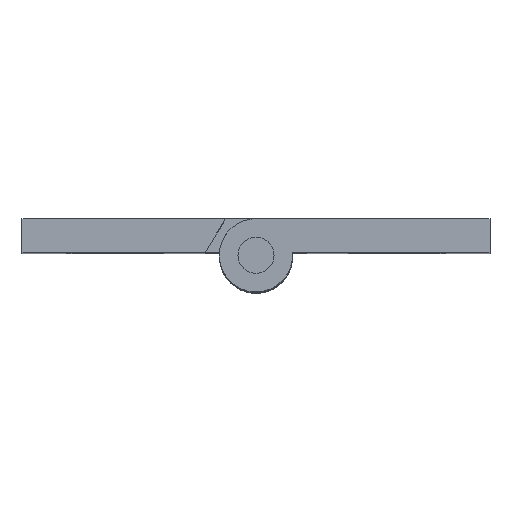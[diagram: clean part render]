
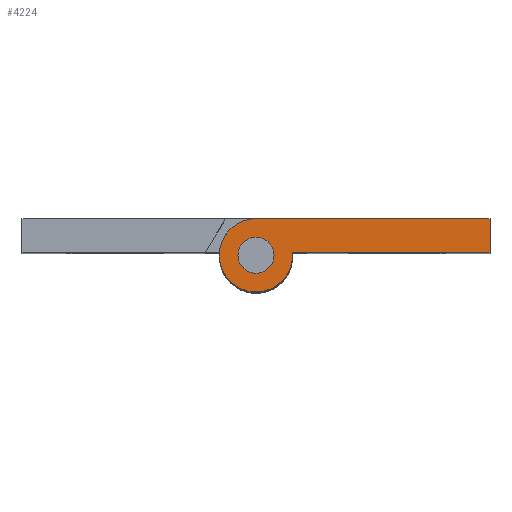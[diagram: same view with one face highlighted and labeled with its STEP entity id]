
A CAD part, top view. The second image highlights one B-rep face of the part: STEP entity #4224.
In plain terms, the highlighted free-form (B-spline) face has degree [1, 1] with [2, 2] control points.
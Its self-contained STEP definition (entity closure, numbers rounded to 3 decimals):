
#3560=CARTESIAN_POINT('',(0.126,-1.595,76.0));
#3561=VERTEX_POINT('',#3560);
#3567=CARTESIAN_POINT('',(1.6,0.0,76.0));
#3568=VERTEX_POINT('',#3567);
#3569=CARTESIAN_POINT('',(1.6,0.0,76.0));
#3570=CARTESIAN_POINT('',(1.6,-1.479,76.));
#3571=CARTESIAN_POINT('',(0.126,-1.595,76.));
#3579=(BOUNDED_CURVE()B_SPLINE_CURVE(2,(#3569,#3570,#3571),.UNSPECIFIED.,.F.,.U.)B_SPLINE_CURVE_WITH_KNOTS((3,3),(0.0,0.236),.UNSPECIFIED.)CURVE()GEOMETRIC_REPRESENTATION_ITEM()RATIONAL_B_SPLINE_CURVE((1.0,0.723,0.97))REPRESENTATION_ITEM(''));
#3580=EDGE_CURVE('',#3568,#3561,#3579,.T.);
#3582=CARTESIAN_POINT('',(-0.126,1.595,76.0));
#3583=VERTEX_POINT('',#3582);
#3584=CARTESIAN_POINT('',(-0.126,1.595,76.0));
#3585=CARTESIAN_POINT('',(-0.063,1.6,76.0));
#3586=CARTESIAN_POINT('',(0.0,1.6,76.0));
#3587=CARTESIAN_POINT('',(1.6,1.6,76.0));
#3588=CARTESIAN_POINT('',(1.6,0.0,76.0));
#3596=(BOUNDED_CURVE()B_SPLINE_CURVE(2,(#3584,#3585,#3586,#3587,#3588),.UNSPECIFIED.,.F.,.U.)B_SPLINE_CURVE_WITH_KNOTS((3,2,3),(0.736,0.75,1.0),.UNSPECIFIED.)CURVE()GEOMETRIC_REPRESENTATION_ITEM()RATIONAL_B_SPLINE_CURVE((0.97,0.984,1.0,0.707,1.0))REPRESENTATION_ITEM(''));
#3597=EDGE_CURVE('',#3583,#3568,#3596,.T.);
#3673=CARTESIAN_POINT('',(-1.6,0.0,76.0));
#3674=VERTEX_POINT('',#3673);
#3675=CARTESIAN_POINT('',(-1.6,0.0,76.0));
#3676=CARTESIAN_POINT('',(-1.6,1.479,76.0));
#3677=CARTESIAN_POINT('',(-0.126,1.595,76.0));
#3685=(BOUNDED_CURVE()B_SPLINE_CURVE(2,(#3675,#3676,#3677),.UNSPECIFIED.,.F.,.U.)B_SPLINE_CURVE_WITH_KNOTS((3,3),(0.5,0.736),.UNSPECIFIED.)CURVE()GEOMETRIC_REPRESENTATION_ITEM()RATIONAL_B_SPLINE_CURVE((1.0,0.723,0.97))REPRESENTATION_ITEM(''));
#3686=EDGE_CURVE('',#3674,#3583,#3685,.T.);
#3688=CARTESIAN_POINT('',(0.126,-1.595,76.));
#3689=CARTESIAN_POINT('',(0.063,-1.6,76.0));
#3690=CARTESIAN_POINT('',(0.0,-1.6,76.0));
#3691=CARTESIAN_POINT('',(-1.6,-1.6,76.0));
#3692=CARTESIAN_POINT('',(-1.6,0.0,76.0));
#3700=(BOUNDED_CURVE()B_SPLINE_CURVE(2,(#3688,#3689,#3690,#3691,#3692),.UNSPECIFIED.,.F.,.U.)B_SPLINE_CURVE_WITH_KNOTS((3,2,3),(0.236,0.25,0.5),.UNSPECIFIED.)CURVE()GEOMETRIC_REPRESENTATION_ITEM()RATIONAL_B_SPLINE_CURVE((0.97,0.984,1.0,0.707,1.0))REPRESENTATION_ITEM(''));
#3701=EDGE_CURVE('',#3561,#3674,#3700,.T.);
#3777=CARTESIAN_POINT('',(20.75,0.25,76.0));
#3778=VERTEX_POINT('',#3777);
#3784=CARTESIAN_POINT('',(3.24,0.25,76.0));
#3785=VERTEX_POINT('',#3784);
#3786=CARTESIAN_POINT('',(20.75,0.25,76.0));
#3787=CARTESIAN_POINT('',(3.24,0.25,76.0));
#3788=QUASI_UNIFORM_CURVE('',1,(#3786,#3787),.UNSPECIFIED.,.F.,.U.);
#3789=EDGE_CURVE('',#3778,#3785,#3788,.T.);
#4150=CARTESIAN_POINT('',(20.75,3.25,76.0));
#4151=VERTEX_POINT('',#4150);
#4152=CARTESIAN_POINT('',(20.75,3.25,76.0));
#4153=CARTESIAN_POINT('',(20.75,0.25,76.0));
#4154=QUASI_UNIFORM_CURVE('',1,(#4152,#4153),.UNSPECIFIED.,.F.,.U.);
#4155=EDGE_CURVE('',#4151,#3778,#4154,.T.);
#4173=CARTESIAN_POINT('',(-4.448,-3.57,76.0));
#4174=CARTESIAN_POINT('',(21.949,-3.57,76.0));
#4175=CARTESIAN_POINT('',(-4.448,3.574,76.0));
#4176=CARTESIAN_POINT('',(21.949,3.574,76.0));
#4177=B_SPLINE_SURFACE_WITH_KNOTS('',1,1,((#4173,#4175),(#4174,#4176)),.UNSPECIFIED.,.F.,.F.,.U.,(2,2),(2,2),(0.0,26.396),(0.0,7.145),.UNSPECIFIED.);
#4178=CARTESIAN_POINT('',(0.,3.25,76.0));
#4179=VERTEX_POINT('',#4178);
#4180=CARTESIAN_POINT('',(0.,3.25,76.0));
#4181=CARTESIAN_POINT('',(20.75,3.25,76.0));
#4182=QUASI_UNIFORM_CURVE('',1,(#4180,#4181),.UNSPECIFIED.,.F.,.U.);
#4183=EDGE_CURVE('',#4179,#4151,#4182,.T.);
#4184=ORIENTED_EDGE('',*,*,#4183,.F.);
#4185=CARTESIAN_POINT('',(3.24,0.25,76.0));
#4186=CARTESIAN_POINT('',(3.261,-0.013,76.));
#4187=CARTESIAN_POINT('',(3.239,-0.502,76.));
#4188=CARTESIAN_POINT('',(3.049,-1.19,76.));
#4189=CARTESIAN_POINT('',(2.77,-1.733,76.));
#4190=CARTESIAN_POINT('',(2.362,-2.266,76.));
#4191=CARTESIAN_POINT('',(1.852,-2.707,76.));
#4192=CARTESIAN_POINT('',(1.255,-3.017,76.));
#4193=CARTESIAN_POINT('',(0.653,-3.203,76.));
#4194=CARTESIAN_POINT('',(0.086,-3.268,76.));
#4195=CARTESIAN_POINT('',(-0.502,-3.225,76.));
#4196=CARTESIAN_POINT('',(-1.056,-3.094,76.));
#4197=CARTESIAN_POINT('',(-1.652,-2.828,76.));
#4198=CARTESIAN_POINT('',(-2.194,-2.429,76.));
#4199=CARTESIAN_POINT('',(-2.642,-1.929,76.));
#4200=CARTESIAN_POINT('',(-2.943,-1.42,76.));
#4201=CARTESIAN_POINT('',(-3.176,-0.791,76.));
#4202=CARTESIAN_POINT('',(-3.278,-0.125,76.));
#4203=CARTESIAN_POINT('',(-3.218,0.586,76.));
#4204=CARTESIAN_POINT('',(-3.032,1.232,76.));
#4205=CARTESIAN_POINT('',(-2.737,1.791,76.));
#4206=CARTESIAN_POINT('',(-2.314,2.312,76.));
#4207=CARTESIAN_POINT('',(-1.749,2.781,76.));
#4208=CARTESIAN_POINT('',(-0.953,3.155,76.));
#4209=CARTESIAN_POINT('',(-0.324,3.25,76.));
#4210=CARTESIAN_POINT('',(0.,3.25,76.0));
#4211=B_SPLINE_CURVE_WITH_KNOTS('',3,(#4185,#4186,#4187,#4188,#4189,#4190,#4191,#4192,#4193,#4194,#4195,#4196,#4197,#4198,#4199,#4200,#4201,#4202,#4203,#4204,#4205,#4206,#4207,#4208,#4209,#4210),.UNSPECIFIED.,.F.,.U.,(4,1,1,1,1,1,1,1,1,1,1,1,1,1,1,1,1,1,1,1,1,1,1,4),(0.,0.79,1.459,2.128,2.615,3.466,4.135,4.621,5.351,5.837,6.384,7.053,7.783,8.391,9.06,9.546,10.397,11.066,11.674,12.404,12.951,13.681,14.593,15.566),.UNSPECIFIED.);
#4212=EDGE_CURVE('',#3785,#4179,#4211,.T.);
#4213=ORIENTED_EDGE('',*,*,#4212,.F.);
#4214=ORIENTED_EDGE('',*,*,#3789,.F.);
#4215=ORIENTED_EDGE('',*,*,#4155,.F.);
#4216=EDGE_LOOP('',(#4184,#4213,#4214,#4215));
#4217=FACE_OUTER_BOUND('',#4216,.T.);
#4218=ORIENTED_EDGE('',*,*,#3686,.T.);
#4219=ORIENTED_EDGE('',*,*,#3597,.T.);
#4220=ORIENTED_EDGE('',*,*,#3580,.T.);
#4221=ORIENTED_EDGE('',*,*,#3701,.T.);
#4222=EDGE_LOOP('',(#4218,#4219,#4220,#4221));
#4223=FACE_BOUND('',#4222,.T.);
#4224=ADVANCED_FACE('',(#4217,#4223),#4177,.T.);
